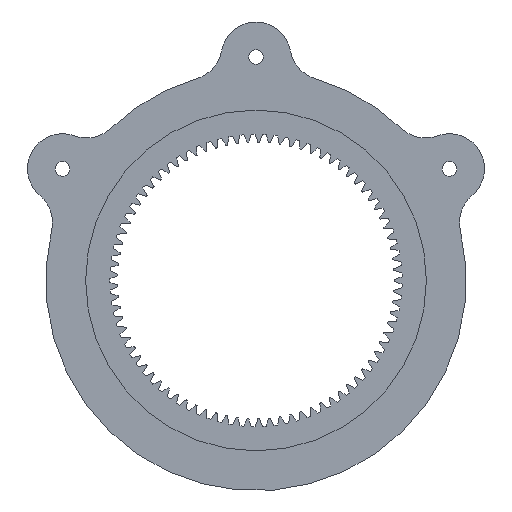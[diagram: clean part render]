
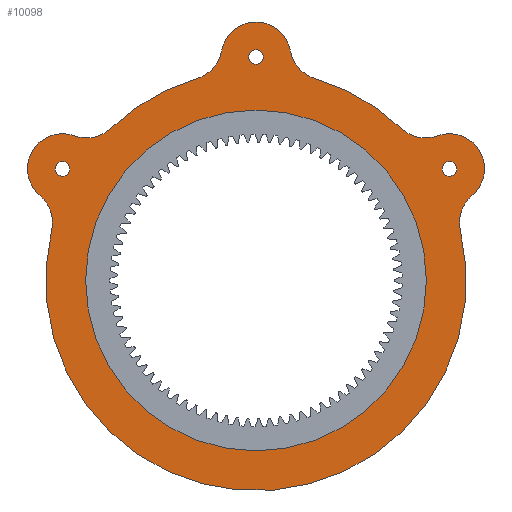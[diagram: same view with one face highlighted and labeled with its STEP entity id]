
A CAD part, front view. The second image highlights one B-rep face of the part: STEP entity #10098.
In plain terms, the highlighted planar face has unit normal (0, -1, 0).
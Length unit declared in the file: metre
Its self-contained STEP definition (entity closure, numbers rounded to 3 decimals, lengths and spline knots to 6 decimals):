
#194=PLANE('',#11154);
#203=CIRCLE('',#10163,0.0762);
#205=CIRCLE('',#10165,0.0762);
#207=CIRCLE('',#10167,0.0762);
#865=CIRCLE('',#11153,0.061722);
#866=CIRCLE('',#11155,0.0127);
#867=CIRCLE('',#11156,0.0127);
#868=CIRCLE('',#11157,0.0127);
#869=CIRCLE('',#11158,0.0127);
#870=CIRCLE('',#11159,0.0127);
#871=CIRCLE('',#11160,0.0127);
#872=CIRCLE('',#11161,0.0127);
#873=CIRCLE('',#11162,0.0127);
#874=CIRCLE('',#11163,0.0127);
#875=CIRCLE('',#11164,0.002667);
#876=CIRCLE('',#11165,0.002667);
#877=CIRCLE('',#11166,0.002667);
#4238=ORIENTED_EDGE('',*,*,#5953,.F.);
#4239=ORIENTED_EDGE('',*,*,#4473,.F.);
#4240=ORIENTED_EDGE('',*,*,#5954,.T.);
#4241=ORIENTED_EDGE('',*,*,#5955,.F.);
#4242=ORIENTED_EDGE('',*,*,#5956,.T.);
#4243=ORIENTED_EDGE('',*,*,#4467,.F.);
#4244=ORIENTED_EDGE('',*,*,#5957,.T.);
#4245=ORIENTED_EDGE('',*,*,#5958,.F.);
#4246=ORIENTED_EDGE('',*,*,#5959,.T.);
#4247=ORIENTED_EDGE('',*,*,#4461,.F.);
#4248=ORIENTED_EDGE('',*,*,#5960,.T.);
#4249=ORIENTED_EDGE('',*,*,#5961,.F.);
#4250=ORIENTED_EDGE('',*,*,#5962,.T.);
#4251=ORIENTED_EDGE('',*,*,#5963,.T.);
#4252=ORIENTED_EDGE('',*,*,#5964,.T.);
#4253=ORIENTED_EDGE('',*,*,#5965,.T.);
#4461=EDGE_CURVE('',#6049,#6050,#203,.T.);
#4467=EDGE_CURVE('',#6055,#6056,#205,.T.);
#4473=EDGE_CURVE('',#6061,#6045,#207,.T.);
#5953=EDGE_CURVE('',#7055,#7055,#865,.T.);
#5954=EDGE_CURVE('',#6061,#7056,#866,.T.);
#5955=EDGE_CURVE('',#7057,#7056,#867,.T.);
#5956=EDGE_CURVE('',#7057,#6056,#868,.T.);
#5957=EDGE_CURVE('',#6055,#7058,#869,.T.);
#5958=EDGE_CURVE('',#7059,#7058,#870,.T.);
#5959=EDGE_CURVE('',#7059,#6050,#871,.T.);
#5960=EDGE_CURVE('',#6049,#7060,#872,.T.);
#5961=EDGE_CURVE('',#7061,#7060,#873,.T.);
#5962=EDGE_CURVE('',#7061,#6045,#874,.T.);
#5963=EDGE_CURVE('',#7062,#7062,#875,.T.);
#5964=EDGE_CURVE('',#7063,#7063,#876,.T.);
#5965=EDGE_CURVE('',#7064,#7064,#877,.T.);
#6045=VERTEX_POINT('',#14040);
#6049=VERTEX_POINT('',#14058);
#6050=VERTEX_POINT('',#14060);
#6055=VERTEX_POINT('',#14080);
#6056=VERTEX_POINT('',#14082);
#6061=VERTEX_POINT('',#14102);
#7055=VERTEX_POINT('',#19203);
#7056=VERTEX_POINT('',#19206);
#7057=VERTEX_POINT('',#19208);
#7058=VERTEX_POINT('',#19211);
#7059=VERTEX_POINT('',#19213);
#7060=VERTEX_POINT('',#19216);
#7061=VERTEX_POINT('',#19218);
#7062=VERTEX_POINT('',#19221);
#7063=VERTEX_POINT('',#19223);
#7064=VERTEX_POINT('',#19225);
#8620=EDGE_LOOP('',(#4238));
#8621=EDGE_LOOP('',(#4239,#4240,#4241,#4242,#4243,#4244,#4245,#4246,#4247,
#4248,#4249,#4250));
#8622=EDGE_LOOP('',(#4251));
#8623=EDGE_LOOP('',(#4252));
#8624=EDGE_LOOP('',(#4253));
#9186=FACE_BOUND('',#8620,.T.);
#9187=FACE_BOUND('',#8621,.T.);
#9188=FACE_BOUND('',#8622,.T.);
#9189=FACE_BOUND('',#8623,.T.);
#9190=FACE_BOUND('',#8624,.T.);
#10098=ADVANCED_FACE('',(#9186,#9187,#9188,#9189,#9190),#194,.F.);
#10163=AXIS2_PLACEMENT_3D('',#14059,#11290,#11291);
#10165=AXIS2_PLACEMENT_3D('',#14081,#11296,#11297);
#10167=AXIS2_PLACEMENT_3D('',#14103,#11302,#11303);
#11153=AXIS2_PLACEMENT_3D('',#19202,#13766,#13767);
#11154=AXIS2_PLACEMENT_3D('',#19204,#13768,#13769);
#11155=AXIS2_PLACEMENT_3D('',#19205,#13770,#13771);
#11156=AXIS2_PLACEMENT_3D('',#19207,#13772,#13773);
#11157=AXIS2_PLACEMENT_3D('',#19209,#13774,#13775);
#11158=AXIS2_PLACEMENT_3D('',#19210,#13776,#13777);
#11159=AXIS2_PLACEMENT_3D('',#19212,#13778,#13779);
#11160=AXIS2_PLACEMENT_3D('',#19214,#13780,#13781);
#11161=AXIS2_PLACEMENT_3D('',#19215,#13782,#13783);
#11162=AXIS2_PLACEMENT_3D('',#19217,#13784,#13785);
#11163=AXIS2_PLACEMENT_3D('',#19219,#13786,#13787);
#11164=AXIS2_PLACEMENT_3D('',#19220,#13788,#13789);
#11165=AXIS2_PLACEMENT_3D('',#19222,#13790,#13791);
#11166=AXIS2_PLACEMENT_3D('',#19224,#13792,#13793);
#11290=DIRECTION('',(0.,1.,0.));
#11291=DIRECTION('',(0.,0.,1.));
#11296=DIRECTION('',(0.,1.,0.));
#11297=DIRECTION('',(0.,0.,1.));
#11302=DIRECTION('',(0.,1.,0.));
#11303=DIRECTION('',(0.,0.,1.));
#13766=DIRECTION('',(0.,-1.,0.));
#13767=DIRECTION('',(1.,0.,0.));
#13768=DIRECTION('',(0.,1.,0.));
#13769=DIRECTION('',(-1.,0.,0.));
#13770=DIRECTION('',(0.,1.,0.));
#13771=DIRECTION('',(0.,0.,1.));
#13772=DIRECTION('',(0.,1.,0.));
#13773=DIRECTION('',(0.,0.,1.));
#13774=DIRECTION('',(0.,1.,0.));
#13775=DIRECTION('',(0.,0.,1.));
#13776=DIRECTION('',(0.,1.,0.));
#13777=DIRECTION('',(-0.866,0.,0.5));
#13778=DIRECTION('',(0.,1.,0.));
#13779=DIRECTION('',(-0.866,0.,0.5));
#13780=DIRECTION('',(0.,1.,0.));
#13781=DIRECTION('',(-0.866,0.,0.5));
#13782=DIRECTION('',(0.,1.,0.));
#13783=DIRECTION('',(0.866,0.,0.5));
#13784=DIRECTION('',(0.,1.,0.));
#13785=DIRECTION('',(0.866,0.,0.5));
#13786=DIRECTION('',(0.,1.,0.));
#13787=DIRECTION('',(0.866,0.,0.5));
#13788=DIRECTION('',(0.,1.,0.));
#13789=DIRECTION('',(-0.866,0.,0.5));
#13790=DIRECTION('',(0.,1.,0.));
#13791=DIRECTION('',(0.,0.,1.));
#13792=DIRECTION('',(0.,1.,0.));
#13793=DIRECTION('',(0.866,0.,0.5));
#14040=CARTESIAN_POINT('',(0.0526,-0.046,0.055134));
#14058=CARTESIAN_POINT('',(0.074047,-0.046,0.017986));
#14059=CARTESIAN_POINT('',(0.,-0.046,0.));
#14060=CARTESIAN_POINT('',(-0.074047,-0.046,0.017986));
#14080=CARTESIAN_POINT('',(-0.0526,-0.046,0.055134));
#14081=CARTESIAN_POINT('',(0.,-0.046,0.));
#14082=CARTESIAN_POINT('',(-0.021447,-0.046,0.073119));
#14102=CARTESIAN_POINT('',(0.021447,-0.046,0.073119));
#14103=CARTESIAN_POINT('',(0.,-0.046,0.));
#19202=CARTESIAN_POINT('',(0.,-0.046,0.));
#19203=CARTESIAN_POINT('',(0.061722,-0.046,0.));
#19204=CARTESIAN_POINT('',(0.,-0.046,0.));
#19205=CARTESIAN_POINT('',(0.025022,-0.046,0.085306));
#19206=CARTESIAN_POINT('',(0.012511,-0.046,0.083122));
#19207=CARTESIAN_POINT('',(0.,-0.046,0.080939));
#19208=CARTESIAN_POINT('',(-0.012511,-0.046,0.083122));
#19209=CARTESIAN_POINT('',(-0.025022,-0.046,0.085306));
#19210=CARTESIAN_POINT('',(-0.061366,-0.046,0.064322));
#19211=CARTESIAN_POINT('',(-0.065731,-0.046,0.052396));
#19212=CARTESIAN_POINT('',(-0.070095,-0.046,0.040469));
#19213=CARTESIAN_POINT('',(-0.078241,-0.046,0.030726));
#19214=CARTESIAN_POINT('',(-0.086388,-0.046,0.020984));
#19215=CARTESIAN_POINT('',(0.086388,-0.046,0.020984));
#19216=CARTESIAN_POINT('',(0.078241,-0.046,0.030726));
#19217=CARTESIAN_POINT('',(0.070095,-0.046,0.040469));
#19218=CARTESIAN_POINT('',(0.065731,-0.046,0.052396));
#19219=CARTESIAN_POINT('',(0.061366,-0.046,0.064322));
#19220=CARTESIAN_POINT('',(-0.070095,-0.046,0.040469));
#19221=CARTESIAN_POINT('',(-0.072404,-0.046,0.041803));
#19222=CARTESIAN_POINT('',(0.,-0.046,0.080939));
#19223=CARTESIAN_POINT('',(0.,-0.046,0.083606));
#19224=CARTESIAN_POINT('',(0.070095,-0.046,0.040469));
#19225=CARTESIAN_POINT('',(0.072404,-0.046,0.041803));
